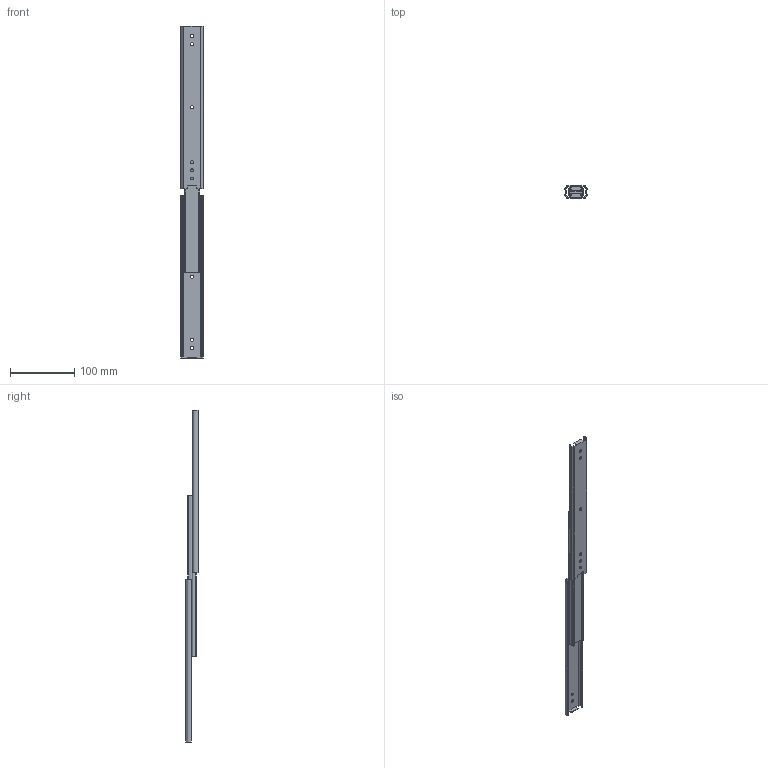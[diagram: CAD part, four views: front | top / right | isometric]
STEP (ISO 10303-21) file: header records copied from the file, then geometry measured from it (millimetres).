
FILE_DESCRIPTION (( 'STEP AP214' ), '1' );
FILE_NAME ('telescopic-3560-250-Rollco.step', '2023-11-07T13:11:59', ( '' ), ( '' ), 'SwSTEP 2.0', 'SolidWorks 2010', '' );
FILE_SCHEMA (( 'AUTOMOTIVE_DESIGN' ));
Length unit declared in the file: millimetre
Products named in the file (3): inner-profile-3560-250-Rollco_inner-profile-3560-250-rollco; outer-profile-3560-250-Rollco_outer-profile-3560-250-rollco; telescopic-3560-250-Rollco
Assembly tree (4 placements, depth 2):
  telescopic-3560-250-Rollco
    inner-profile-3560-250-Rollco_inner-profile-3560-250-rollco  x2
    outer-profile-3560-250-Rollco_outer-profile-3560-250-rollco  x2
Bounding box: 35.03 x 19.56 x 518 mm (x, y, z)
Volume: 63761.5 mm3; surface area: 82840.5 mm2
Topology: 4 solids, 4 shells, 160 faces, 452 edges, 300 vertices
Faces by surface type: plane 98, cylinder 62
Entity records: 2746 total; most frequent: CARTESIAN_POINT 463, DIRECTION 462, ORIENTED_EDGE 452, EDGE_CURVE 226, VECTOR 164, LINE 164, VERTEX_POINT 150, AXIS2_PLACEMENT_3D 149
